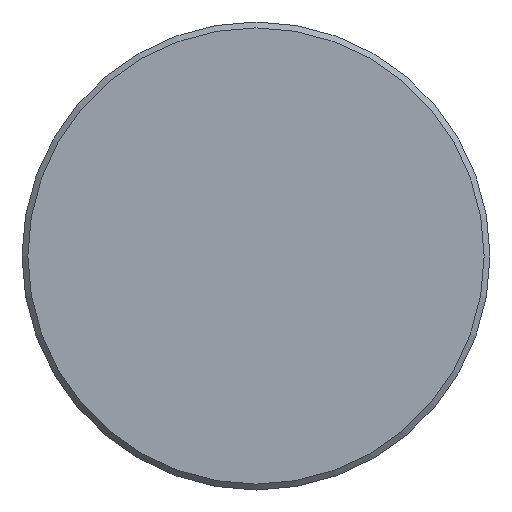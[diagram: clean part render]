
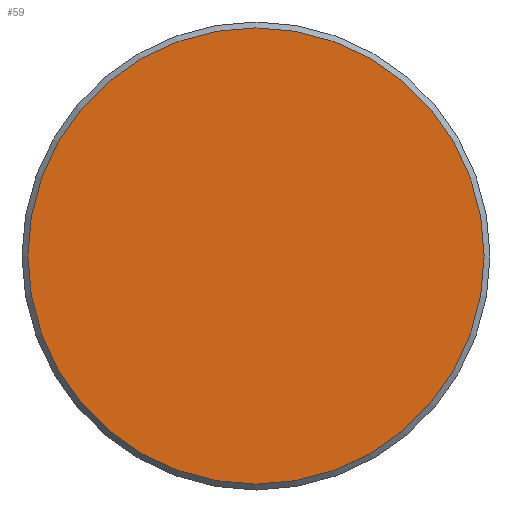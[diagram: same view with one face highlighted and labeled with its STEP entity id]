
A CAD part, left-side view. The second image highlights one B-rep face of the part: STEP entity #59.
In plain terms, the highlighted planar face has unit normal (-1, 0, 0).
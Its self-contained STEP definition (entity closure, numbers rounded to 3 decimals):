
#59=ADVANCED_FACE('',(#71),#63,.F.);
#63=PLANE('',#154);
#71=FACE_OUTER_BOUND('',#89,.T.);
#89=EDGE_LOOP('',(#107));
#107=ORIENTED_EDGE('',*,*,#125,.F.);
#116=VERTEX_POINT('',#221);
#125=EDGE_CURVE('',#116,#116,#134,.T.);
#134=CIRCLE('',#152,39.);
#152=AXIS2_PLACEMENT_3D('',#220,#189,#190);
#154=AXIS2_PLACEMENT_3D('',#223,#193,#194);
#189=DIRECTION('',(1.,0.,0.));
#190=DIRECTION('',(0.,0.,-1.));
#193=DIRECTION('',(1.,0.,0.));
#194=DIRECTION('',(0.,0.,-1.));
#220=CARTESIAN_POINT('',(458.5,427.,0.));
#221=CARTESIAN_POINT('',(458.5,427.,-39.));
#223=CARTESIAN_POINT('',(458.5,427.,0.));
